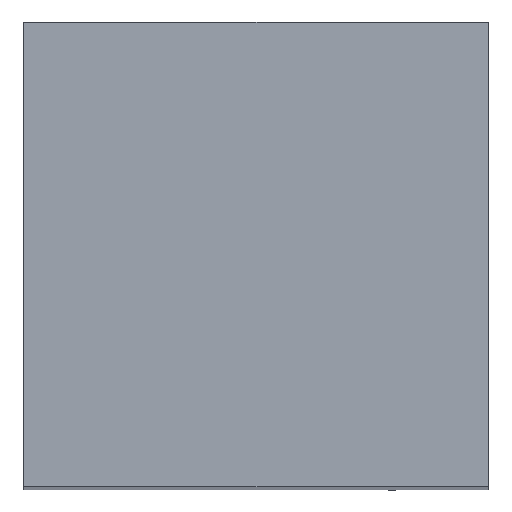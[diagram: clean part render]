
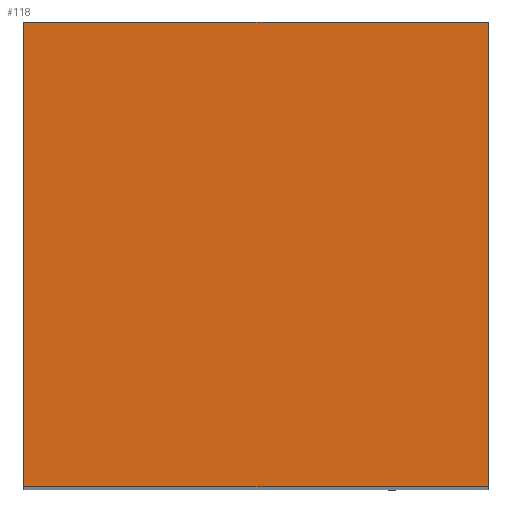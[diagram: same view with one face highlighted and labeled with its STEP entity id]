
A CAD part, top view. The second image highlights one B-rep face of the part: STEP entity #118.
In plain terms, the highlighted planar face has unit normal (0, 0, 1).
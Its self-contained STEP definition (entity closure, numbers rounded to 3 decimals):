
#43=LINE('',#615,#61);
#44=LINE('',#617,#62);
#45=LINE('',#619,#63);
#46=LINE('',#621,#64);
#61=VECTOR('',#458,1.);
#62=VECTOR('',#461,1.);
#63=VECTOR('',#462,1.);
#64=VECTOR('',#463,1.);
#118=ADVANCED_FACE('',(#141),#132,.T.);
#132=PLANE('',#386);
#141=FACE_OUTER_BOUND('',#171,.T.);
#171=EDGE_LOOP('',(#211,#212,#213,#214));
#211=ORIENTED_EDGE('',*,*,#288,.T.);
#212=ORIENTED_EDGE('',*,*,#289,.T.);
#213=ORIENTED_EDGE('',*,*,#290,.T.);
#214=ORIENTED_EDGE('',*,*,#287,.T.);
#259=VERTEX_POINT('',#609);
#262=VERTEX_POINT('',#614);
#263=VERTEX_POINT('',#618);
#264=VERTEX_POINT('',#620);
#287=EDGE_CURVE('',#259,#262,#43,.T.);
#288=EDGE_CURVE('',#262,#263,#44,.T.);
#289=EDGE_CURVE('',#263,#264,#45,.T.);
#290=EDGE_CURVE('',#264,#259,#46,.T.);
#386=AXIS2_PLACEMENT_3D('',#622,#464,#465);
#458=DIRECTION('',(0.,1.,0.));
#461=DIRECTION('',(-1.,0.,0.));
#462=DIRECTION('',(0.,-1.,0.));
#463=DIRECTION('',(1.,0.,0.));
#464=DIRECTION('',(0.,0.,1.));
#465=DIRECTION('',(0.,1.,0.));
#609=CARTESIAN_POINT('',(0.,0.,0.));
#614=CARTESIAN_POINT('',(0.,20.,0.));
#615=CARTESIAN_POINT('',(0.,20.,0.));
#617=CARTESIAN_POINT('',(0.,20.,0.));
#618=CARTESIAN_POINT('',(-20.,20.,0.));
#619=CARTESIAN_POINT('',(-20.,20.,0.));
#620=CARTESIAN_POINT('',(-20.,0.,0.));
#621=CARTESIAN_POINT('',(0.,0.,0.));
#622=CARTESIAN_POINT('',(-20.,20.,0.));
